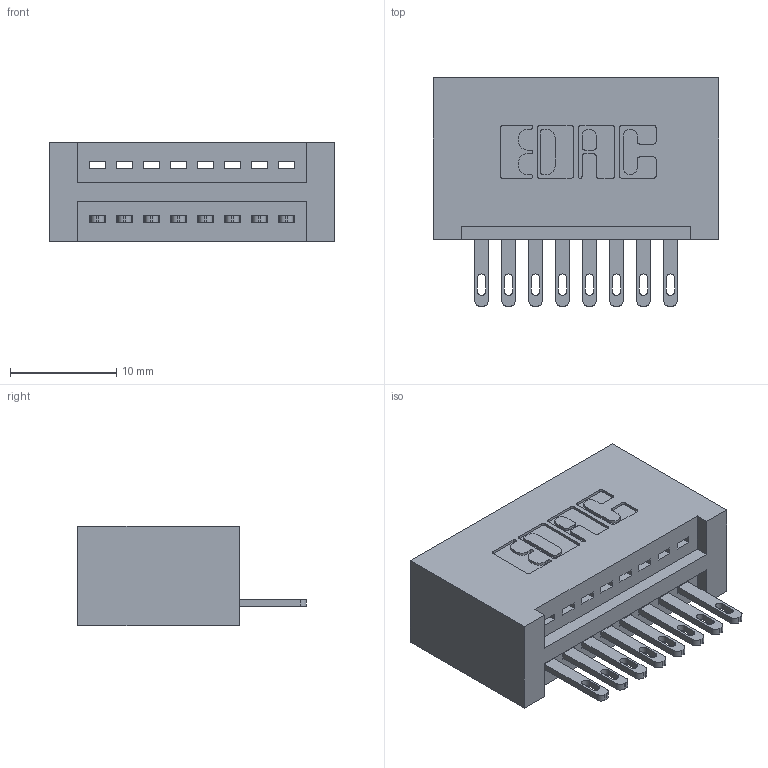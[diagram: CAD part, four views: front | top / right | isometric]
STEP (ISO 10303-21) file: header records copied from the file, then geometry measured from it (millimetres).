
FILE_DESCRIPTION (( 'STEP AP203' ), '1' );
FILE_NAME ('345-008-500-101.STEP', '2019-10-03T18:04:39', ( '' ), ( '' ), 'SwSTEP 2.0', 'SolidWorks 2016', '' );
FILE_SCHEMA (( 'CONFIG_CONTROL_DESIGN' ));
Length unit declared in the file: inch
Products named in the file (3): 345-292-001_345-293-100; 345-008-500-101; 345 Part_No Mounting Lugs
Assembly tree (9 placements, depth 2):
  345-008-500-101
    345 Part_No Mounting Lugs
    345-292-001_345-293-100  x8
Bounding box: 26.92 x 21.51 x 9.4 mm (x, y, z)
Volume: 2868.1 mm3; surface area: 3557.4 mm2
Topology: 9 solids, 9 shells, 550 faces, 1661 edges, 1106 vertices
Faces by surface type: plane 348, cylinder 202
Entity records: 10251 total; most frequent: CARTESIAN_POINT 1784, ORIENTED_EDGE 1726, DIRECTION 1603, EDGE_CURVE 863, VECTOR 703, LINE 703, VERTEX_POINT 574, AXIS2_PLACEMENT_3D 450
